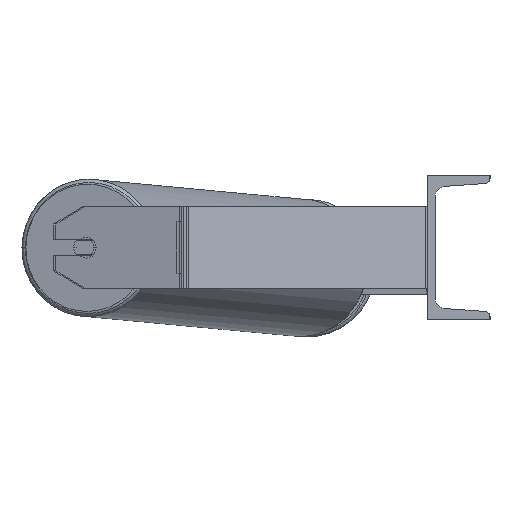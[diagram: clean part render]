
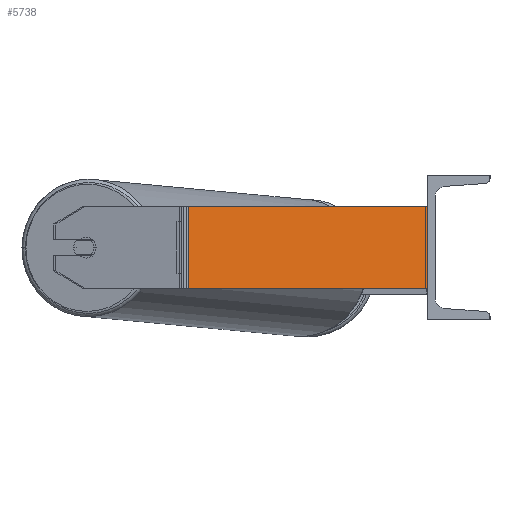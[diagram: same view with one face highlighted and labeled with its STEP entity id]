
A CAD part, left-side view. The second image highlights one B-rep face of the part: STEP entity #5738.
In plain terms, the highlighted planar face has unit normal (-0.966, -0.259, 0).
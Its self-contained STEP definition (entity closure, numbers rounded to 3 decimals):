
#526 = EDGE_CURVE ( 'NONE', #3197, #4393, #4372, .T. ) ;
#759 = VECTOR ( 'NONE', #5678, 1000. ) ;
#762 = ORIENTED_EDGE ( 'NONE', *, *, #3902, .F. ) ;
#1167 = EDGE_CURVE ( 'NONE', #5497, #4393, #4757, .T. ) ;
#1590 = FACE_OUTER_BOUND ( 'NONE', #2625, .T. ) ;
#1601 = DIRECTION ( 'NONE',  ( 0., 0., -1. ) ) ;
#2586 = DIRECTION ( 'NONE',  ( 0.259, -0.966, 0. ) ) ;
#2625 = EDGE_LOOP ( 'NONE', ( #4387, #6250, #762, #5824 ) ) ;
#2648 = CARTESIAN_POINT ( 'NONE',  ( -1247.081, 231.688, 40. ) ) ;
#3016 = DIRECTION ( 'NONE',  ( -0.259, 0.966, 0. ) ) ;
#3197 = VERTEX_POINT ( 'NONE', #5965 ) ;
#3804 = CARTESIAN_POINT ( 'NONE',  ( -1248.19, 235.829, 40. ) ) ;
#3902 = EDGE_CURVE ( 'NONE', #7260, #3197, #5992, .T. ) ;
#4372 = LINE ( 'NONE', #5784, #5221 ) ;
#4387 = ORIENTED_EDGE ( 'NONE', *, *, #1167, .T. ) ;
#4393 = VERTEX_POINT ( 'NONE', #5933 ) ;
#4507 = CARTESIAN_POINT ( 'NONE',  ( -1248.19, 235.829, 40. ) ) ;
#4653 = DIRECTION ( 'NONE',  ( 0.259, -0.966, 0. ) ) ;
#4661 = CARTESIAN_POINT ( 'NONE',  ( -1247.081, 231.688, -40. ) ) ;
#4757 = LINE ( 'NONE', #7559, #5539 ) ;
#5032 = EDGE_CURVE ( 'NONE', #7260, #5497, #9084, .T. ) ;
#5221 = VECTOR ( 'NONE', #1601, 1000. ) ;
#5497 = VERTEX_POINT ( 'NONE', #4661 ) ;
#5539 = VECTOR ( 'NONE', #2586, 1000. ) ;
#5678 = DIRECTION ( 'NONE',  ( 0., 0., -1. ) ) ;
#5738 = ADVANCED_FACE ( 'NONE', ( #1590 ), #6510, .F. ) ;
#5784 = CARTESIAN_POINT ( 'NONE',  ( -1185., 0., 40. ) ) ;
#5824 = ORIENTED_EDGE ( 'NONE', *, *, #5032, .T. ) ;
#5933 = CARTESIAN_POINT ( 'NONE',  ( -1185., 0., -40. ) ) ;
#5965 = CARTESIAN_POINT ( 'NONE',  ( -1185., 0., 40. ) ) ;
#5992 = LINE ( 'NONE', #3804, #9036 ) ;
#6250 = ORIENTED_EDGE ( 'NONE', *, *, #526, .F. ) ;
#6510 = PLANE ( 'NONE',  #7719 ) ;
#6929 = CARTESIAN_POINT ( 'NONE',  ( -1247.081, 231.688, 40. ) ) ;
#7260 = VERTEX_POINT ( 'NONE', #2648 ) ;
#7559 = CARTESIAN_POINT ( 'NONE',  ( -1248.19, 235.829, -40. ) ) ;
#7719 = AXIS2_PLACEMENT_3D ( 'NONE', #4507, #8722, #3016 ) ;
#8722 = DIRECTION ( 'NONE',  ( 0.966, 0.259, 0. ) ) ;
#9036 = VECTOR ( 'NONE', #4653, 1000. ) ;
#9084 = LINE ( 'NONE', #6929, #759 ) ;
